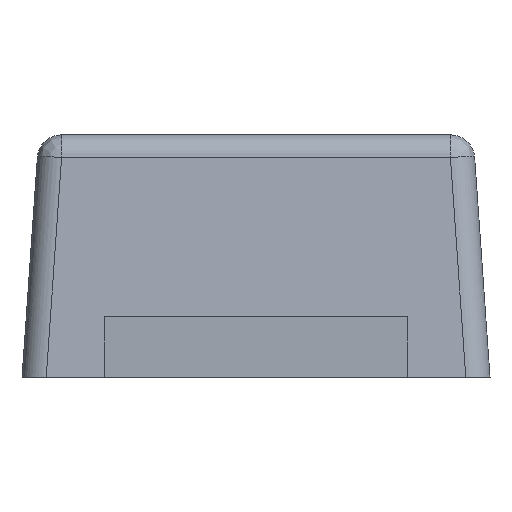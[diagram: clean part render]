
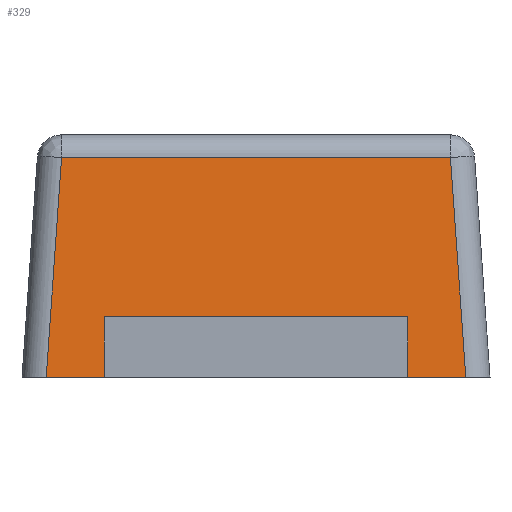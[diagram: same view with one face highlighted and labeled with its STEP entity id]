
A CAD part, left-side view. The second image highlights one B-rep face of the part: STEP entity #329.
In plain terms, the highlighted planar face has unit normal (-0.998, 0, 0.07).
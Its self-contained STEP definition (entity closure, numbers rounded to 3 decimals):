
#83 = VERTEX_POINT('',#84);
#84 = CARTESIAN_POINT('',(-1.5,0.625,0.));
#98 = VERTEX_POINT('',#99);
#99 = CARTESIAN_POINT('',(-1.5,-0.625,0.));
#121 = EDGE_CURVE('',#122,#98,#124,.T.);
#122 = VERTEX_POINT('',#123);
#123 = CARTESIAN_POINT('',(-1.483,-0.625,0.25));
#124 = LINE('',#125,#126);
#125 = CARTESIAN_POINT('',(-1.5,-0.625,0.));
#126 = VECTOR('',#127,1.);
#127 = DIRECTION('',(-0.07,0.,
    -0.998));
#144 = VERTEX_POINT('',#145);
#145 = CARTESIAN_POINT('',(-1.483,0.625,0.25));
#153 = EDGE_CURVE('',#144,#122,#154,.T.);
#154 = LINE('',#155,#156);
#155 = CARTESIAN_POINT('',(-1.483,-0.965,0.25));
#156 = VECTOR('',#157,1.);
#157 = DIRECTION('',(0.,-1.,0.));
#167 = EDGE_CURVE('',#83,#144,#168,.T.);
#168 = LINE('',#169,#170);
#169 = CARTESIAN_POINT('',(-1.5,0.625,0.));
#170 = VECTOR('',#171,1.);
#171 = DIRECTION('',(0.07,0.,
    0.998));
#184 = EDGE_CURVE('',#185,#83,#187,.T.);
#185 = VERTEX_POINT('',#186);
#186 = CARTESIAN_POINT('',(-1.5,0.865,0.));
#187 = LINE('',#188,#189);
#188 = CARTESIAN_POINT('',(-1.5,-0.965,0.));
#189 = VECTOR('',#190,1.);
#190 = DIRECTION('',(0.,-1.,0.));
#195 = EDGE_CURVE('',#98,#196,#198,.T.);
#196 = VERTEX_POINT('',#197);
#197 = CARTESIAN_POINT('',(-1.5,-0.865,0.));
#198 = LINE('',#199,#200);
#199 = CARTESIAN_POINT('',(-1.5,-0.965,0.));
#200 = VECTOR('',#201,1.);
#201 = DIRECTION('',(0.,-1.,0.));
#329 = ADVANCED_FACE('',(#330),#359,.T.);
#330 = FACE_BOUND('',#331,.T.);
#331 = EDGE_LOOP('',(#332,#340,#341,#342,#343,#344,#345,#353));
#332 = ORIENTED_EDGE('',*,*,#333,.F.);
#333 = EDGE_CURVE('',#185,#334,#336,.T.);
#334 = VERTEX_POINT('',#335);
#335 = CARTESIAN_POINT('',(-1.437,0.802,0.907
    ));
#336 = LINE('',#337,#338);
#337 = CARTESIAN_POINT('',(-1.496,0.861,
    0.06));
#338 = VECTOR('',#339,1.);
#339 = DIRECTION('',(0.07,-0.07,
    0.995));
#340 = ORIENTED_EDGE('',*,*,#184,.T.);
#341 = ORIENTED_EDGE('',*,*,#167,.T.);
#342 = ORIENTED_EDGE('',*,*,#153,.T.);
#343 = ORIENTED_EDGE('',*,*,#121,.T.);
#344 = ORIENTED_EDGE('',*,*,#195,.T.);
#345 = ORIENTED_EDGE('',*,*,#346,.F.);
#346 = EDGE_CURVE('',#347,#196,#349,.T.);
#347 = VERTEX_POINT('',#348);
#348 = CARTESIAN_POINT('',(-1.437,-0.802,
    0.907));
#349 = LINE('',#350,#351);
#350 = CARTESIAN_POINT('',(-1.493,-0.858,
    0.097));
#351 = VECTOR('',#352,1.);
#352 = DIRECTION('',(-0.07,-0.07,
    -0.995));
#353 = ORIENTED_EDGE('',*,*,#354,.F.);
#354 = EDGE_CURVE('',#334,#347,#355,.T.);
#355 = LINE('',#356,#357);
#356 = CARTESIAN_POINT('',(-1.437,0.,
    0.907));
#357 = VECTOR('',#358,1.);
#358 = DIRECTION('',(0.,-1.,0.));
#359 = PLANE('',#360);
#360 = AXIS2_PLACEMENT_3D('',#361,#362,#363);
#361 = CARTESIAN_POINT('',(-1.5,-0.965,0.));
#362 = DIRECTION('',(-0.998,0.,
    0.07));
#363 = DIRECTION('',(-0.07,0.,
    -0.998));
